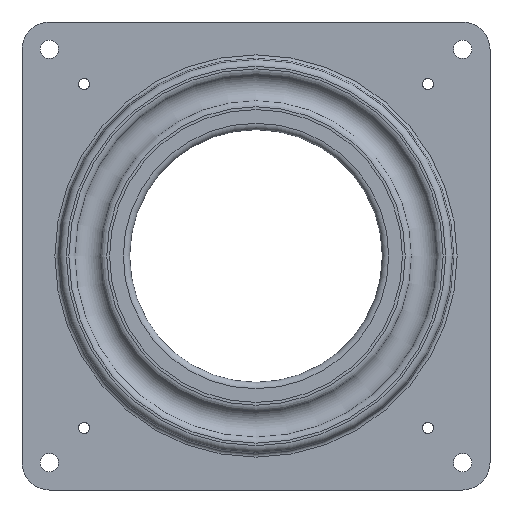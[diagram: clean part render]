
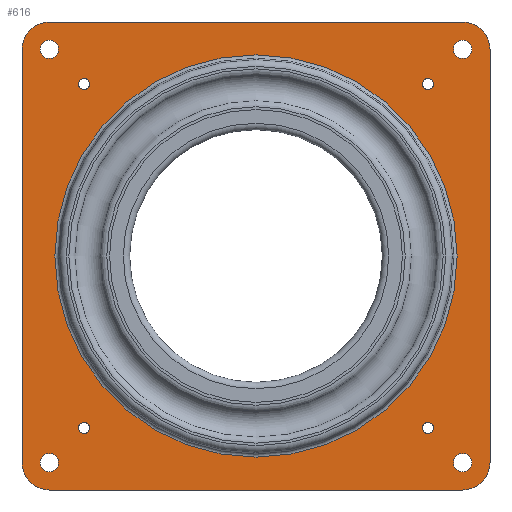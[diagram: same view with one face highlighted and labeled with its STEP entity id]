
A CAD part, front view. The second image highlights one B-rep face of the part: STEP entity #616.
In plain terms, the highlighted planar face has unit normal (0, -1, 0).
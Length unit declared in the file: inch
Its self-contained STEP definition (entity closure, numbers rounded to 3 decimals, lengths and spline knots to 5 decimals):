
#21=LINE('',#1062,#37);
#22=LINE('',#1066,#38);
#23=LINE('',#1070,#39);
#24=LINE('',#1074,#40);
#37=VECTOR('',#884,3.532);
#38=VECTOR('',#887,3.532);
#39=VECTOR('',#890,3.532);
#40=VECTOR('',#893,3.532);
#52=PLANE('',#707);
#116=FACE_BOUND('',#241,.T.);
#117=FACE_BOUND('',#242,.T.);
#118=FACE_BOUND('',#243,.T.);
#119=FACE_BOUND('',#244,.T.);
#120=FACE_BOUND('',#245,.T.);
#121=FACE_BOUND('',#246,.T.);
#122=FACE_BOUND('',#247,.T.);
#123=FACE_BOUND('',#248,.T.);
#124=FACE_BOUND('',#249,.T.);
#159=FACE_OUTER_BOUND('',#240,.T.);
#240=EDGE_LOOP('',(#515,#516,#517,#518,#519,#520,#521,#522));
#241=EDGE_LOOP('',(#523));
#242=EDGE_LOOP('',(#524));
#243=EDGE_LOOP('',(#525));
#244=EDGE_LOOP('',(#526));
#245=EDGE_LOOP('',(#527));
#246=EDGE_LOOP('',(#528));
#247=EDGE_LOOP('',(#529));
#248=EDGE_LOOP('',(#530));
#249=EDGE_LOOP('',(#531));
#276=CIRCLE('',#649,0.047);
#278=CIRCLE('',#652,0.047);
#280=CIRCLE('',#655,0.047);
#282=CIRCLE('',#658,0.047);
#284=CIRCLE('',#661,0.078);
#286=CIRCLE('',#664,0.078);
#288=CIRCLE('',#667,0.078);
#290=CIRCLE('',#670,0.078);
#299=CIRCLE('',#685,1.719);
#312=CIRCLE('',#708,0.234);
#313=CIRCLE('',#709,0.234);
#314=CIRCLE('',#710,0.234);
#315=CIRCLE('',#711,0.234);
#326=VERTEX_POINT('',#957);
#328=VERTEX_POINT('',#962);
#330=VERTEX_POINT('',#967);
#332=VERTEX_POINT('',#972);
#334=VERTEX_POINT('',#977);
#336=VERTEX_POINT('',#982);
#338=VERTEX_POINT('',#987);
#340=VERTEX_POINT('',#992);
#349=VERTEX_POINT('',#1016);
#366=VERTEX_POINT('',#1060);
#367=VERTEX_POINT('',#1061);
#368=VERTEX_POINT('',#1063);
#369=VERTEX_POINT('',#1065);
#370=VERTEX_POINT('',#1067);
#371=VERTEX_POINT('',#1069);
#372=VERTEX_POINT('',#1071);
#373=VERTEX_POINT('',#1073);
#384=EDGE_CURVE('',#326,#326,#276,.T.);
#386=EDGE_CURVE('',#328,#328,#278,.T.);
#388=EDGE_CURVE('',#330,#330,#280,.T.);
#390=EDGE_CURVE('',#332,#332,#282,.T.);
#392=EDGE_CURVE('',#334,#334,#284,.T.);
#394=EDGE_CURVE('',#336,#336,#286,.T.);
#396=EDGE_CURVE('',#338,#338,#288,.T.);
#398=EDGE_CURVE('',#340,#340,#290,.T.);
#407=EDGE_CURVE('',#349,#349,#299,.T.);
#424=EDGE_CURVE('',#366,#367,#21,.T.);
#425=EDGE_CURVE('',#367,#368,#312,.T.);
#426=EDGE_CURVE('',#368,#369,#22,.T.);
#427=EDGE_CURVE('',#369,#370,#313,.T.);
#428=EDGE_CURVE('',#370,#371,#23,.T.);
#429=EDGE_CURVE('',#371,#372,#314,.T.);
#430=EDGE_CURVE('',#372,#373,#24,.T.);
#431=EDGE_CURVE('',#373,#366,#315,.T.);
#515=ORIENTED_EDGE('',*,*,#424,.T.);
#516=ORIENTED_EDGE('',*,*,#425,.T.);
#517=ORIENTED_EDGE('',*,*,#426,.T.);
#518=ORIENTED_EDGE('',*,*,#427,.T.);
#519=ORIENTED_EDGE('',*,*,#428,.T.);
#520=ORIENTED_EDGE('',*,*,#429,.T.);
#521=ORIENTED_EDGE('',*,*,#430,.T.);
#522=ORIENTED_EDGE('',*,*,#431,.T.);
#523=ORIENTED_EDGE('',*,*,#384,.F.);
#524=ORIENTED_EDGE('',*,*,#386,.F.);
#525=ORIENTED_EDGE('',*,*,#388,.F.);
#526=ORIENTED_EDGE('',*,*,#390,.F.);
#527=ORIENTED_EDGE('',*,*,#392,.F.);
#528=ORIENTED_EDGE('',*,*,#394,.F.);
#529=ORIENTED_EDGE('',*,*,#396,.F.);
#530=ORIENTED_EDGE('',*,*,#398,.F.);
#531=ORIENTED_EDGE('',*,*,#407,.F.);
#616=ADVANCED_FACE('',(#159,#116,#117,#118,#119,#120,#121,#122,#123,#124),
#52,.T.);
#649=AXIS2_PLACEMENT_3D('',#958,#762,#763);
#652=AXIS2_PLACEMENT_3D('',#963,#768,#769);
#655=AXIS2_PLACEMENT_3D('',#968,#774,#775);
#658=AXIS2_PLACEMENT_3D('',#973,#780,#781);
#661=AXIS2_PLACEMENT_3D('',#978,#786,#787);
#664=AXIS2_PLACEMENT_3D('',#983,#792,#793);
#667=AXIS2_PLACEMENT_3D('',#988,#798,#799);
#670=AXIS2_PLACEMENT_3D('',#993,#804,#805);
#685=AXIS2_PLACEMENT_3D('',#1017,#834,#835);
#707=AXIS2_PLACEMENT_3D('',#1059,#882,#883);
#708=AXIS2_PLACEMENT_3D('',#1064,#885,#886);
#709=AXIS2_PLACEMENT_3D('',#1068,#888,#889);
#710=AXIS2_PLACEMENT_3D('',#1072,#891,#892);
#711=AXIS2_PLACEMENT_3D('',#1075,#894,#895);
#762=DIRECTION('center_axis',(0.,-1.,0.));
#763=DIRECTION('ref_axis',(0.,0.,-1.));
#768=DIRECTION('center_axis',(0.,-1.,0.));
#769=DIRECTION('ref_axis',(0.,0.,-1.));
#774=DIRECTION('center_axis',(0.,-1.,0.));
#775=DIRECTION('ref_axis',(0.,0.,-1.));
#780=DIRECTION('center_axis',(0.,-1.,0.));
#781=DIRECTION('ref_axis',(0.,0.,-1.));
#786=DIRECTION('center_axis',(0.,-1.,0.));
#787=DIRECTION('ref_axis',(0.,0.,-1.));
#792=DIRECTION('center_axis',(0.,-1.,0.));
#793=DIRECTION('ref_axis',(0.,0.,-1.));
#798=DIRECTION('center_axis',(0.,-1.,0.));
#799=DIRECTION('ref_axis',(0.,0.,-1.));
#804=DIRECTION('center_axis',(0.,-1.,0.));
#805=DIRECTION('ref_axis',(0.,0.,-1.));
#834=DIRECTION('center_axis',(0.,-1.,0.));
#835=DIRECTION('ref_axis',(0.,0.,-1.));
#882=DIRECTION('center_axis',(0.,-1.,0.));
#883=DIRECTION('ref_axis',(0.,0.,-1.));
#884=DIRECTION('',(0.,0.,-1.));
#885=DIRECTION('center_axis',(0.,-1.,0.));
#886=DIRECTION('ref_axis',(0.,0.,-1.));
#887=DIRECTION('',(1.,0.,0.));
#888=DIRECTION('center_axis',(0.,-1.,0.));
#889=DIRECTION('ref_axis',(0.,0.,-1.));
#890=DIRECTION('',(0.,0.,1.));
#891=DIRECTION('center_axis',(0.,-1.,0.));
#892=DIRECTION('ref_axis',(0.,0.,-1.));
#893=DIRECTION('',(-1.,0.,0.));
#894=DIRECTION('center_axis',(0.,-1.,0.));
#895=DIRECTION('ref_axis',(0.,0.,-1.));
#957=CARTESIAN_POINT('',(1.469,0.09,-1.422));
#958=CARTESIAN_POINT('Origin',(1.469,0.09,-1.469));
#962=CARTESIAN_POINT('',(-1.469,0.09,-1.422));
#963=CARTESIAN_POINT('Origin',(-1.469,0.09,-1.469));
#967=CARTESIAN_POINT('',(-1.469,0.09,1.516));
#968=CARTESIAN_POINT('Origin',(-1.469,0.09,1.469));
#972=CARTESIAN_POINT('',(1.469,0.09,1.516));
#973=CARTESIAN_POINT('Origin',(1.469,0.09,1.469));
#977=CARTESIAN_POINT('',(1.7655,0.09,1.8435));
#978=CARTESIAN_POINT('Origin',(1.7655,0.09,1.7655));
#982=CARTESIAN_POINT('',(1.7655,0.09,-1.6875));
#983=CARTESIAN_POINT('Origin',(1.7655,0.09,-1.7655));
#987=CARTESIAN_POINT('',(-1.7655,0.09,1.8435));
#988=CARTESIAN_POINT('Origin',(-1.7655,0.09,1.7655));
#992=CARTESIAN_POINT('',(-1.7655,0.09,-1.6875));
#993=CARTESIAN_POINT('Origin',(-1.7655,0.09,-1.7655));
#1016=CARTESIAN_POINT('',(0.,0.09,-1.719));
#1017=CARTESIAN_POINT('Origin',(0.,0.09,0.));
#1059=CARTESIAN_POINT('Origin',(1.719,0.09,0.));
#1060=CARTESIAN_POINT('',(-2.,0.09,1.766));
#1061=CARTESIAN_POINT('',(-2.,0.09,-1.766));
#1062=CARTESIAN_POINT('',(-2.,0.09,2.));
#1063=CARTESIAN_POINT('',(-1.766,0.09,-2.));
#1064=CARTESIAN_POINT('Origin',(-1.766,0.09,-1.766));
#1065=CARTESIAN_POINT('',(1.766,0.09,-2.));
#1066=CARTESIAN_POINT('',(-2.,0.09,-2.));
#1067=CARTESIAN_POINT('',(2.,0.09,-1.766));
#1068=CARTESIAN_POINT('Origin',(1.766,0.09,-1.766));
#1069=CARTESIAN_POINT('',(2.,0.09,1.766));
#1070=CARTESIAN_POINT('',(2.,0.09,2.));
#1071=CARTESIAN_POINT('',(1.766,0.09,2.));
#1072=CARTESIAN_POINT('Origin',(1.766,0.09,1.766));
#1073=CARTESIAN_POINT('',(-1.766,0.09,2.));
#1074=CARTESIAN_POINT('',(-2.,0.09,2.));
#1075=CARTESIAN_POINT('Origin',(-1.766,0.09,1.766));
